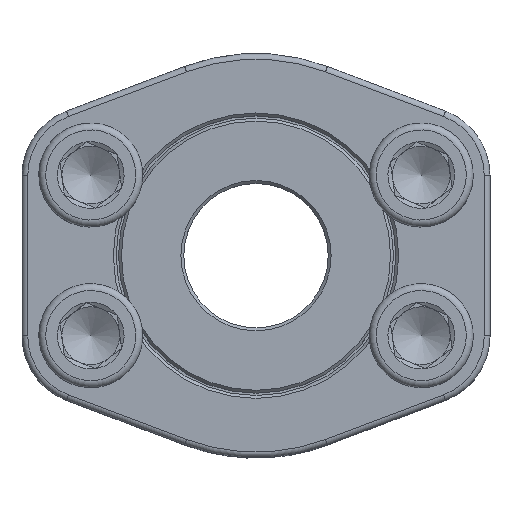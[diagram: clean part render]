
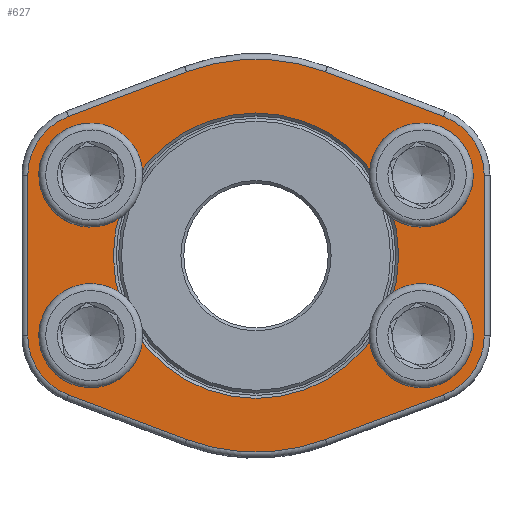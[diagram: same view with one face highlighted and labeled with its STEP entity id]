
A CAD part, top view. The second image highlights one B-rep face of the part: STEP entity #627.
In plain terms, the highlighted face is planar.
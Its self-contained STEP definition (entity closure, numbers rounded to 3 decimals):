
#225=LINE('',#3739,#285);
#226=LINE('',#3744,#286);
#227=LINE('',#3748,#287);
#228=LINE('',#3752,#288);
#229=LINE('',#3756,#289);
#230=LINE('',#3760,#290);
#285=VECTOR('',#2847,1.);
#286=VECTOR('',#2850,1.);
#287=VECTOR('',#2853,1.);
#288=VECTOR('',#2856,1.);
#289=VECTOR('',#2859,1.);
#290=VECTOR('',#2862,1.);
#485=FACE_BOUND('',#930,.T.);
#486=FACE_BOUND('',#931,.T.);
#487=FACE_BOUND('',#932,.T.);
#488=FACE_BOUND('',#933,.T.);
#489=FACE_BOUND('',#934,.T.);
#490=FACE_BOUND('',#935,.T.);
#627=ADVANCED_FACE('',(#485,#486,#487,#488,#489,#490),#744,.T.);
#744=PLANE('',#2356);
#930=EDGE_LOOP('',(#1315));
#931=EDGE_LOOP('',(#1316));
#932=EDGE_LOOP('',(#1317));
#933=EDGE_LOOP('',(#1318));
#934=EDGE_LOOP('',(#1319,#1320,#1321,#1322,#1323,#1324,#1325,#1326,#1327,
#1328,#1329,#1330));
#935=EDGE_LOOP('',(#1331));
#1315=ORIENTED_EDGE('',*,*,#1940,.T.);
#1316=ORIENTED_EDGE('',*,*,#1941,.T.);
#1317=ORIENTED_EDGE('',*,*,#1942,.T.);
#1318=ORIENTED_EDGE('',*,*,#1943,.T.);
#1319=ORIENTED_EDGE('',*,*,#1944,.T.);
#1320=ORIENTED_EDGE('',*,*,#1945,.T.);
#1321=ORIENTED_EDGE('',*,*,#1946,.T.);
#1322=ORIENTED_EDGE('',*,*,#1947,.T.);
#1323=ORIENTED_EDGE('',*,*,#1948,.T.);
#1324=ORIENTED_EDGE('',*,*,#1949,.T.);
#1325=ORIENTED_EDGE('',*,*,#1950,.T.);
#1326=ORIENTED_EDGE('',*,*,#1951,.T.);
#1327=ORIENTED_EDGE('',*,*,#1952,.T.);
#1328=ORIENTED_EDGE('',*,*,#1953,.T.);
#1329=ORIENTED_EDGE('',*,*,#1954,.T.);
#1330=ORIENTED_EDGE('',*,*,#1955,.T.);
#1331=ORIENTED_EDGE('',*,*,#1956,.T.);
#1719=VERTEX_POINT('',#3732);
#1720=VERTEX_POINT('',#3734);
#1721=VERTEX_POINT('',#3736);
#1722=VERTEX_POINT('',#3738);
#1723=VERTEX_POINT('',#3740);
#1724=VERTEX_POINT('',#3741);
#1725=VERTEX_POINT('',#3743);
#1726=VERTEX_POINT('',#3745);
#1727=VERTEX_POINT('',#3747);
#1728=VERTEX_POINT('',#3749);
#1729=VERTEX_POINT('',#3751);
#1730=VERTEX_POINT('',#3753);
#1731=VERTEX_POINT('',#3755);
#1732=VERTEX_POINT('',#3757);
#1733=VERTEX_POINT('',#3759);
#1734=VERTEX_POINT('',#3761);
#1735=VERTEX_POINT('',#3764);
#1940=EDGE_CURVE('',#1719,#1719,#2121,.T.);
#1941=EDGE_CURVE('',#1720,#1720,#2122,.T.);
#1942=EDGE_CURVE('',#1721,#1721,#2123,.T.);
#1943=EDGE_CURVE('',#1722,#1722,#2124,.T.);
#1944=EDGE_CURVE('',#1723,#1724,#225,.T.);
#1945=EDGE_CURVE('',#1724,#1725,#2125,.T.);
#1946=EDGE_CURVE('',#1725,#1726,#226,.T.);
#1947=EDGE_CURVE('',#1726,#1727,#2126,.T.);
#1948=EDGE_CURVE('',#1727,#1728,#227,.T.);
#1949=EDGE_CURVE('',#1728,#1729,#2127,.T.);
#1950=EDGE_CURVE('',#1729,#1730,#228,.T.);
#1951=EDGE_CURVE('',#1730,#1731,#2128,.T.);
#1952=EDGE_CURVE('',#1731,#1732,#229,.T.);
#1953=EDGE_CURVE('',#1732,#1733,#2129,.T.);
#1954=EDGE_CURVE('',#1733,#1734,#230,.T.);
#1955=EDGE_CURVE('',#1734,#1723,#2130,.T.);
#1956=EDGE_CURVE('',#1735,#1735,#2131,.T.);
#2121=CIRCLE('',#2345,7.);
#2122=CIRCLE('',#2346,7.);
#2123=CIRCLE('',#2347,7.);
#2124=CIRCLE('',#2348,7.);
#2125=CIRCLE('',#2349,10.9);
#2126=CIRCLE('',#2350,10.9);
#2127=CIRCLE('',#2351,34.);
#2128=CIRCLE('',#2352,10.9);
#2129=CIRCLE('',#2353,10.9);
#2130=CIRCLE('',#2354,34.);
#2131=CIRCLE('',#2355,24.7);
#2345=AXIS2_PLACEMENT_3D('',#3731,#2839,#2840);
#2346=AXIS2_PLACEMENT_3D('',#3733,#2841,#2842);
#2347=AXIS2_PLACEMENT_3D('',#3735,#2843,#2844);
#2348=AXIS2_PLACEMENT_3D('',#3737,#2845,#2846);
#2349=AXIS2_PLACEMENT_3D('',#3742,#2848,#2849);
#2350=AXIS2_PLACEMENT_3D('',#3746,#2851,#2852);
#2351=AXIS2_PLACEMENT_3D('',#3750,#2854,#2855);
#2352=AXIS2_PLACEMENT_3D('',#3754,#2857,#2858);
#2353=AXIS2_PLACEMENT_3D('',#3758,#2860,#2861);
#2354=AXIS2_PLACEMENT_3D('',#3762,#2863,#2864);
#2355=AXIS2_PLACEMENT_3D('',#3763,#2865,#2866);
#2356=AXIS2_PLACEMENT_3D('',#3765,#2867,#2868);
#2839=DIRECTION('',(0.,0.,1.));
#2840=DIRECTION('',(-1.,0.,0.));
#2841=DIRECTION('',(0.,0.,1.));
#2842=DIRECTION('',(-1.,0.,0.));
#2843=DIRECTION('',(0.,0.,1.));
#2844=DIRECTION('',(-1.,0.,0.));
#2845=DIRECTION('',(0.,0.,1.));
#2846=DIRECTION('',(-1.,0.,0.));
#2847=DIRECTION('',(-0.936,0.353,0.));
#2848=DIRECTION('',(0.,0.,-1.));
#2849=DIRECTION('',(-1.,0.,0.));
#2850=DIRECTION('',(0.,1.,0.));
#2851=DIRECTION('',(0.,0.,-1.));
#2852=DIRECTION('',(-1.,0.,0.));
#2853=DIRECTION('',(0.936,0.353,0.));
#2854=DIRECTION('',(0.,0.,-1.));
#2855=DIRECTION('',(-1.,0.,0.));
#2856=DIRECTION('',(0.936,-0.353,0.));
#2857=DIRECTION('',(0.,0.,-1.));
#2858=DIRECTION('',(-1.,0.,0.));
#2859=DIRECTION('',(0.,-1.,0.));
#2860=DIRECTION('',(0.,0.,-1.));
#2861=DIRECTION('',(-1.,0.,0.));
#2862=DIRECTION('',(-0.936,-0.353,0.));
#2863=DIRECTION('',(0.,0.,-1.));
#2864=DIRECTION('',(-1.,0.,0.));
#2865=DIRECTION('',(0.,0.,1.));
#2866=DIRECTION('',(-1.,0.,0.));
#2867=DIRECTION('',(0.,0.,-1.));
#2868=DIRECTION('',(-1.,0.,0.));
#3731=CARTESIAN_POINT('',(28.6,13.9,0.));
#3732=CARTESIAN_POINT('',(21.6,13.9,0.));
#3733=CARTESIAN_POINT('',(28.6,-13.9,0.));
#3734=CARTESIAN_POINT('',(21.6,-13.9,0.));
#3735=CARTESIAN_POINT('',(-28.6,-13.9,0.));
#3736=CARTESIAN_POINT('',(-35.6,-13.9,0.));
#3737=CARTESIAN_POINT('',(-28.6,13.9,0.));
#3738=CARTESIAN_POINT('',(-35.6,13.9,0.));
#3739=CARTESIAN_POINT('',(17.627,-42.988,0.));
#3740=CARTESIAN_POINT('',(-12.001,-31.812,0.));
#3741=CARTESIAN_POINT('',(-32.447,-24.098,0.));
#3742=CARTESIAN_POINT('',(-28.6,-13.9,0.));
#3743=CARTESIAN_POINT('',(-39.5,-13.9,0.));
#3744=CARTESIAN_POINT('',(-39.5,-13.9,0.));
#3745=CARTESIAN_POINT('',(-39.5,13.9,0.));
#3746=CARTESIAN_POINT('',(-28.6,13.9,0.));
#3747=CARTESIAN_POINT('',(-32.447,24.098,0.));
#3748=CARTESIAN_POINT('',(8.446,39.525,0.));
#3749=CARTESIAN_POINT('',(-12.001,31.812,0.));
#3750=CARTESIAN_POINT('',(0.,0.,0.));
#3751=CARTESIAN_POINT('',(12.001,31.812,0.));
#3752=CARTESIAN_POINT('',(41.628,20.635,0.));
#3753=CARTESIAN_POINT('',(32.447,24.098,0.));
#3754=CARTESIAN_POINT('',(28.6,13.9,0.));
#3755=CARTESIAN_POINT('',(39.5,13.9,0.));
#3756=CARTESIAN_POINT('',(39.5,-13.9,0.));
#3757=CARTESIAN_POINT('',(39.5,-13.9,0.));
#3758=CARTESIAN_POINT('',(28.6,-13.9,0.));
#3759=CARTESIAN_POINT('',(32.447,-24.098,0.));
#3760=CARTESIAN_POINT('',(32.447,-24.098,0.));
#3761=CARTESIAN_POINT('',(12.001,-31.812,0.));
#3762=CARTESIAN_POINT('',(0.,0.,0.));
#3763=CARTESIAN_POINT('',(0.,0.,0.));
#3764=CARTESIAN_POINT('',(-24.7,0.,0.));
#3765=CARTESIAN_POINT('',(28.6,-13.9,0.));
